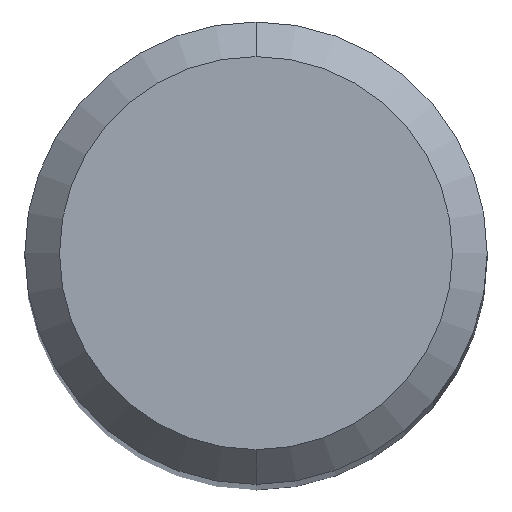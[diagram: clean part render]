
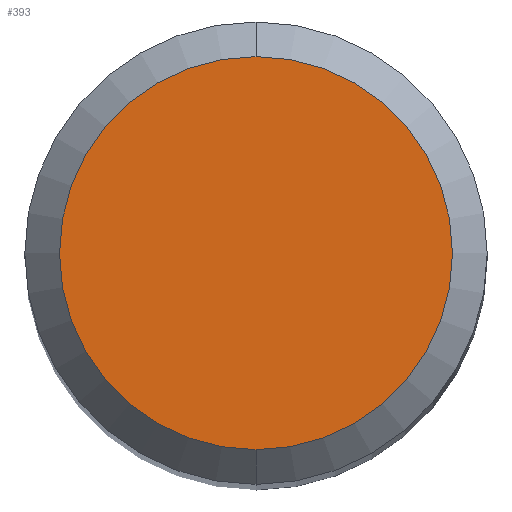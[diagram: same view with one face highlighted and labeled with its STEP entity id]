
A CAD part, top view. The second image highlights one B-rep face of the part: STEP entity #393.
In plain terms, the highlighted planar face has unit normal (0, 0, 1).
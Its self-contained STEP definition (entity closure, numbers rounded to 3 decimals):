
#339=EDGE_CURVE('',#527,#513,#706,.T.);
#393=ADVANCED_FACE('',(#768),#769,.T.);
#447=EDGE_CURVE('',#513,#527,#831,.T.);
#513=VERTEX_POINT('',#906);
#527=VERTEX_POINT('',#924);
#706=CIRCLE('',#1319,1.7);
#768=FACE_OUTER_BOUND('',#1423,.T.);
#769=PLANE('',#1424);
#831=CIRCLE('',#1513,1.7);
#906=CARTESIAN_POINT('',(0.0,1.7,0.0));
#924=CARTESIAN_POINT('',(0.,-1.7,0.0));
#1319=AXIS2_PLACEMENT_3D('',#1772,#1773,#1774);
#1423=EDGE_LOOP('',(#1859,#1860));
#1424=AXIS2_PLACEMENT_3D('',#1861,#1862,#1863);
#1513=AXIS2_PLACEMENT_3D('',#1943,#1944,#1945);
#1772=CARTESIAN_POINT('',(0.0,0.0,0.0));
#1773=DIRECTION('',(0.0,0.0,-1.0));
#1774=DIRECTION('',(0.0,1.0,0.0));
#1859=ORIENTED_EDGE('',*,*,#447,.F.);
#1860=ORIENTED_EDGE('',*,*,#339,.F.);
#1861=CARTESIAN_POINT('',(0.0,0.85,0.0));
#1862=DIRECTION('',(-0.0,0.0,1.0));
#1863=DIRECTION('',(0.0,-1.0,0.0));
#1943=CARTESIAN_POINT('',(0.0,0.0,0.0));
#1944=DIRECTION('',(0.0,0.0,-1.0));
#1945=DIRECTION('',(0.0,1.0,0.0));
